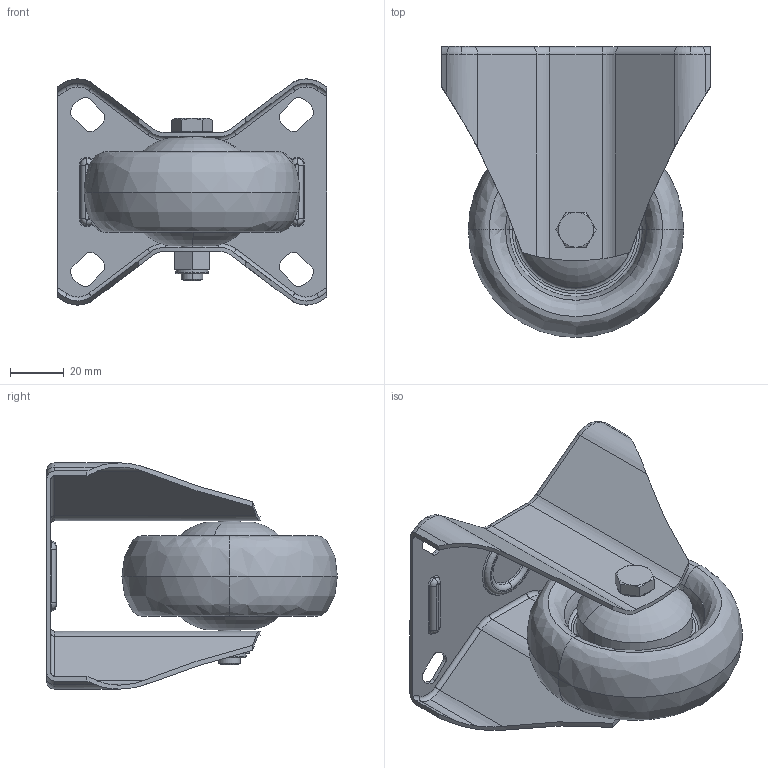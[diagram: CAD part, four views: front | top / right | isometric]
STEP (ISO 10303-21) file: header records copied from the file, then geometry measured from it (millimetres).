
FILE_DESCRIPTION (( 'STEP AP214' ), '1' );
FILE_NAME ('0024992.step', '2022-10-19T09:47:01', ( '' ), ( '' ), 'SwSTEP 2.0', 'SolidWorks 2020', '' );
FILE_SCHEMA (( 'AUTOMOTIVE_DESIGN' ));
Length unit declared in the file: millimetre
Products named in the file (1): 0024992
Bounding box: 100 x 108 x 84 mm (x, y, z)
Volume: 143437.1 mm3; surface area: 86248 mm2
Topology: 7 solids, 7 shells, 340 faces, 794 edges, 486 vertices
Faces by surface type: cylinder 120, torus 100, plane 80, cone 32, bspline 8
Entity records: 13928 total; most frequent: CARTESIAN_POINT 2117, DIRECTION 1846, ORIENTED_EDGE 1588, EDGE_CURVE 794, AXIS2_PLACEMENT_3D 791, VERTEX_POINT 486, CIRCLE 458, EDGE_LOOP 380
